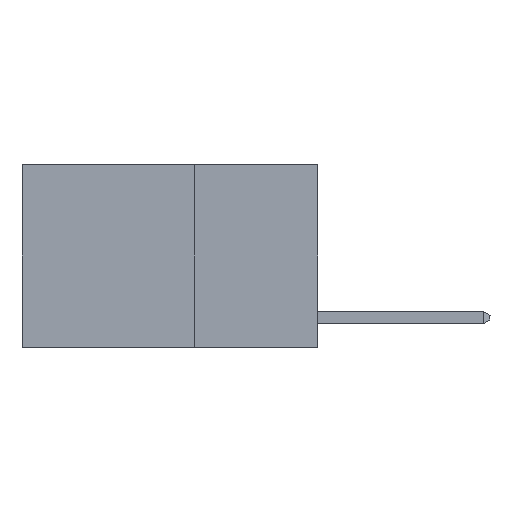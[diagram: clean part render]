
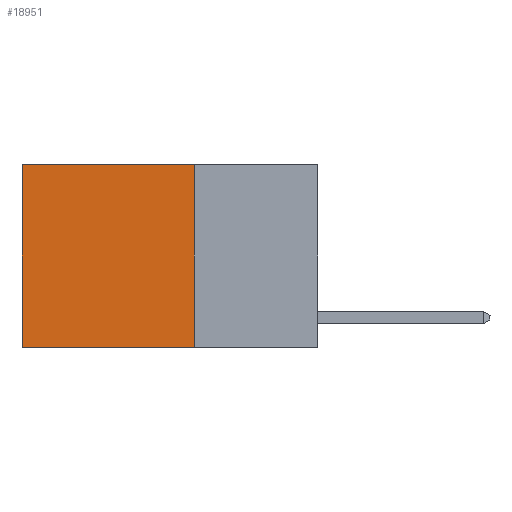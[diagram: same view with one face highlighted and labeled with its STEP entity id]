
A CAD part, left-side view. The second image highlights one B-rep face of the part: STEP entity #18951.
In plain terms, the highlighted planar face has unit normal (-1, 0, 0).
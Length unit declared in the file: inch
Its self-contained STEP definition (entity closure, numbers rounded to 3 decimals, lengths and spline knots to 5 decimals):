
#1667 = ORIENTED_EDGE ( 'NONE', *, *, #23549, .T. ) ;
#1999 = LINE ( 'NONE', #20468, #20805 ) ;
#2676 = ORIENTED_EDGE ( 'NONE', *, *, #16360, .T. ) ;
#2779 = VECTOR ( 'NONE', #7629, 39.37008 ) ;
#7299 = EDGE_LOOP ( 'NONE', ( #2676, #22982, #20503, #1667 ) ) ;
#7629 = DIRECTION ( 'NONE',  ( 0., 1., 0. ) ) ;
#7631 = LINE ( 'NONE', #18623, #2779 ) ;
#7646 = VERTEX_POINT ( 'NONE', #20153 ) ;
#7886 = CARTESIAN_POINT ( 'NONE',  ( 0.2625, 0.25, 0. ) ) ;
#8371 = VERTEX_POINT ( 'NONE', #18477 ) ;
#8533 = CARTESIAN_POINT ( 'NONE',  ( 0.2625, 0.25, 0. ) ) ;
#9351 = VERTEX_POINT ( 'NONE', #19910 ) ;
#9386 = VECTOR ( 'NONE', #18809, 39.37008 ) ;
#9504 = VECTOR ( 'NONE', #14079, 39.37008 ) ;
#9746 = DIRECTION ( 'NONE',  ( 0., 0., -1. ) ) ;
#9776 = CARTESIAN_POINT ( 'NONE',  ( 0.2625, 0.6, 0. ) ) ;
#10651 = LINE ( 'NONE', #8533, #9504 ) ;
#12008 = CARTESIAN_POINT ( 'NONE',  ( 0.2625, 0.25, 0. ) ) ;
#14079 = DIRECTION ( 'NONE',  ( 0., 0., -1. ) ) ;
#16360 = EDGE_CURVE ( 'NONE', #8371, #9351, #22694, .T. ) ;
#18477 = CARTESIAN_POINT ( 'NONE',  ( 0.2625, 0.6, 0. ) ) ;
#18623 = CARTESIAN_POINT ( 'NONE',  ( 0.2625, 0.25, -0.37 ) ) ;
#18664 = EDGE_CURVE ( 'NONE', #20404, #7646, #10651, .T. ) ;
#18781 = PLANE ( 'NONE',  #20912 ) ;
#18809 = DIRECTION ( 'NONE',  ( 0., 0., -1. ) ) ;
#18951 = ADVANCED_FACE ( 'NONE', ( #21945 ), #18781, .F. ) ;
#19910 = CARTESIAN_POINT ( 'NONE',  ( 0.2625, 0.6, -0.37 ) ) ;
#20153 = CARTESIAN_POINT ( 'NONE',  ( 0.2625, 0.25, -0.37 ) ) ;
#20404 = VERTEX_POINT ( 'NONE', #12008 ) ;
#20468 = CARTESIAN_POINT ( 'NONE',  ( 0.2625, 0.25, 0. ) ) ;
#20503 = ORIENTED_EDGE ( 'NONE', *, *, #18664, .F. ) ;
#20601 = DIRECTION ( 'NONE',  ( 1., 0., 0. ) ) ;
#20805 = VECTOR ( 'NONE', #22273, 39.37008 ) ;
#20854 = EDGE_CURVE ( 'NONE', #7646, #9351, #7631, .T. ) ;
#20912 = AXIS2_PLACEMENT_3D ( 'NONE', #7886, #20601, #9746 ) ;
#21945 = FACE_OUTER_BOUND ( 'NONE', #7299, .T. ) ;
#22273 = DIRECTION ( 'NONE',  ( 0., 1., 0. ) ) ;
#22694 = LINE ( 'NONE', #9776, #9386 ) ;
#22982 = ORIENTED_EDGE ( 'NONE', *, *, #20854, .F. ) ;
#23549 = EDGE_CURVE ( 'NONE', #20404, #8371, #1999, .T. ) ;
